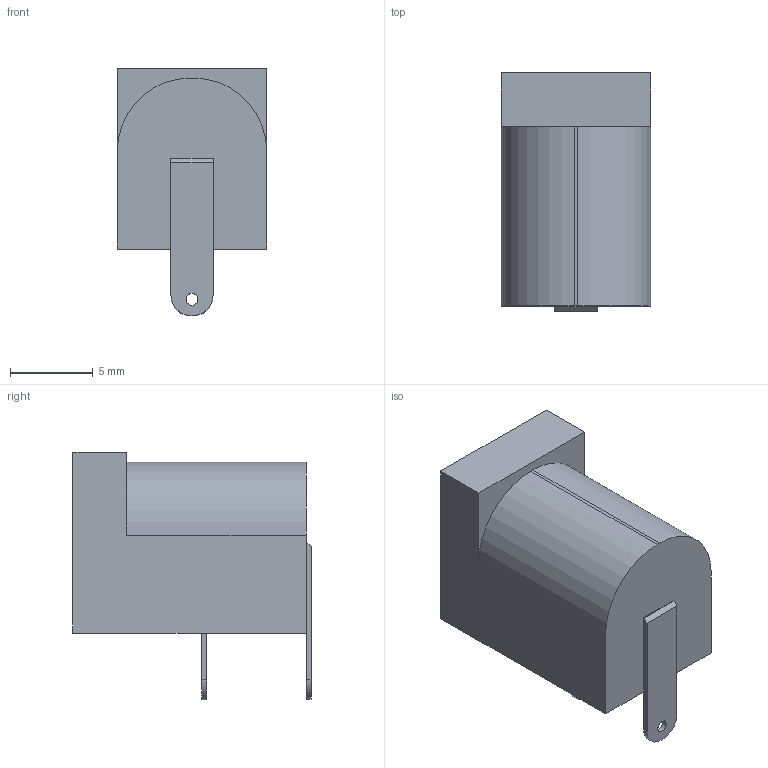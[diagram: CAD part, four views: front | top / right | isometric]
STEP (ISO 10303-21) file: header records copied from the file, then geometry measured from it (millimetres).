
FILE_DESCRIPTION(('FreeCAD Model'),'2;1');
FILE_NAME('Compound.step' ,'2020-02-23T10:23:44',('kicad StepUp'),('ksu MCAD'), 'Open CASCADE STEP processor 7.3','FreeCAD','Unknown');
FILE_SCHEMA(('CONFIG_CONTROL_DESIGN','SHAPE_APPEARANCE_LAYER_MIM'));
Length unit declared in the file: millimetre
Products named in the file (1): Compound
Bounding box: 9 x 14.35 x 14.93 mm (x, y, z)
Volume: 989.8 mm3; surface area: 993.2 mm2
Topology: 1 solids, 1 shells, 34 faces, 83 edges, 54 vertices
Faces by surface type: plane 22, cylinder 10, torus 1, revolution 1
Full cylindrical faces by diameter (mm): 0.715 x2, 2.2 x1, 6 x1
Entity records: 1298 total; most frequent: CARTESIAN_POINT 182, DIRECTION 176, ORIENTED_EDGE 166, EDGE_CURVE 83, LINE 59, VECTOR 59, AXIS2_PLACEMENT_3D 58, VERTEX_POINT 54
